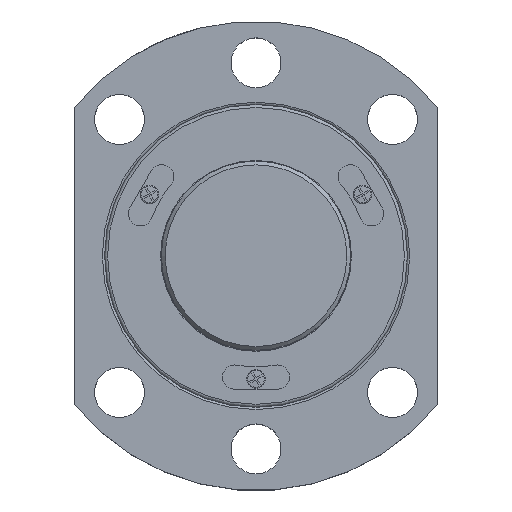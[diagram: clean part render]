
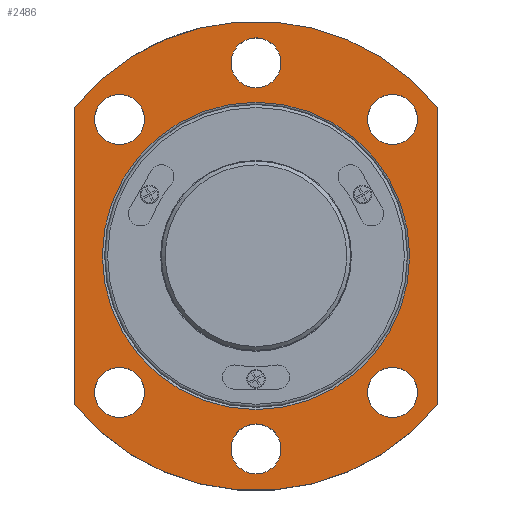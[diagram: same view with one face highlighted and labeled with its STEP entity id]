
A CAD part, top view. The second image highlights one B-rep face of the part: STEP entity #2486.
In plain terms, the highlighted planar face has unit normal (0, 0, 1).
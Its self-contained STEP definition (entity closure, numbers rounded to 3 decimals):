
#81=LINE('',#3870,#269);
#82=LINE('',#3871,#270);
#269=VECTOR('',#2992,1000.);
#270=VECTOR('',#2993,1000.);
#449=PLANE('',#2688);
#699=ORIENTED_EDGE('',*,*,#1400,.T.);
#700=ORIENTED_EDGE('',*,*,#1401,.T.);
#701=ORIENTED_EDGE('',*,*,#1395,.F.);
#702=ORIENTED_EDGE('',*,*,#1402,.T.);
#703=ORIENTED_EDGE('',*,*,#1391,.F.);
#704=ORIENTED_EDGE('',*,*,#1403,.T.);
#705=ORIENTED_EDGE('',*,*,#1404,.T.);
#706=ORIENTED_EDGE('',*,*,#1405,.T.);
#707=ORIENTED_EDGE('',*,*,#1406,.T.);
#708=ORIENTED_EDGE('',*,*,#1407,.T.);
#709=ORIENTED_EDGE('',*,*,#1408,.T.);
#1391=EDGE_CURVE('',#1742,#1743,#1951,.T.);
#1395=EDGE_CURVE('',#1746,#1747,#1953,.T.);
#1400=EDGE_CURVE('',#1751,#1751,#1955,.T.);
#1401=EDGE_CURVE('',#1752,#1752,#1956,.T.);
#1402=EDGE_CURVE('',#1746,#1743,#81,.T.);
#1403=EDGE_CURVE('',#1742,#1747,#82,.T.);
#1404=EDGE_CURVE('',#1753,#1753,#1957,.T.);
#1405=EDGE_CURVE('',#1754,#1754,#1958,.T.);
#1406=EDGE_CURVE('',#1755,#1755,#1959,.T.);
#1407=EDGE_CURVE('',#1756,#1756,#1960,.T.);
#1408=EDGE_CURVE('',#1757,#1757,#1961,.T.);
#1742=VERTEX_POINT('',#3837);
#1743=VERTEX_POINT('',#3838);
#1746=VERTEX_POINT('',#3846);
#1747=VERTEX_POINT('',#3847);
#1751=VERTEX_POINT('',#3867);
#1752=VERTEX_POINT('',#3869);
#1753=VERTEX_POINT('',#3873);
#1754=VERTEX_POINT('',#3875);
#1755=VERTEX_POINT('',#3877);
#1756=VERTEX_POINT('',#3879);
#1757=VERTEX_POINT('',#3881);
#1951=CIRCLE('',#2683,31.);
#1953=CIRCLE('',#2686,31.);
#1955=CIRCLE('',#2689,20.3);
#1956=CIRCLE('',#2690,3.3);
#1957=CIRCLE('',#2691,3.3);
#1958=CIRCLE('',#2692,3.3);
#1959=CIRCLE('',#2693,3.3);
#1960=CIRCLE('',#2694,3.3);
#1961=CIRCLE('',#2695,3.3);
#2035=EDGE_LOOP('',(#699));
#2036=EDGE_LOOP('',(#700));
#2037=EDGE_LOOP('',(#701,#702,#703,#704));
#2038=EDGE_LOOP('',(#705));
#2039=EDGE_LOOP('',(#706));
#2040=EDGE_LOOP('',(#707));
#2041=EDGE_LOOP('',(#708));
#2042=EDGE_LOOP('',(#709));
#2263=FACE_BOUND('',#2035,.T.);
#2264=FACE_BOUND('',#2036,.T.);
#2265=FACE_BOUND('',#2037,.T.);
#2266=FACE_BOUND('',#2038,.T.);
#2267=FACE_BOUND('',#2039,.T.);
#2268=FACE_BOUND('',#2040,.T.);
#2269=FACE_BOUND('',#2041,.T.);
#2270=FACE_BOUND('',#2042,.T.);
#2486=ADVANCED_FACE('',(#2263,#2264,#2265,#2266,#2267,#2268,#2269,#2270),
#449,.T.);
#2683=AXIS2_PLACEMENT_3D('',#3836,#2972,#2973);
#2686=AXIS2_PLACEMENT_3D('',#3845,#2980,#2981);
#2688=AXIS2_PLACEMENT_3D('',#3865,#2986,#2987);
#2689=AXIS2_PLACEMENT_3D('',#3866,#2988,#2989);
#2690=AXIS2_PLACEMENT_3D('',#3868,#2990,#2991);
#2691=AXIS2_PLACEMENT_3D('',#3872,#2994,#2995);
#2692=AXIS2_PLACEMENT_3D('',#3874,#2996,#2997);
#2693=AXIS2_PLACEMENT_3D('',#3876,#2998,#2999);
#2694=AXIS2_PLACEMENT_3D('',#3878,#3000,#3001);
#2695=AXIS2_PLACEMENT_3D('',#3880,#3002,#3003);
#2972=DIRECTION('',(0.,0.,-1.));
#2973=DIRECTION('',(-1.,0.,0.));
#2980=DIRECTION('',(0.,0.,-1.));
#2981=DIRECTION('',(-1.,0.,0.));
#2986=DIRECTION('',(0.,0.,1.));
#2987=DIRECTION('',(1.,0.,0.));
#2988=DIRECTION('',(0.,0.,-1.));
#2989=DIRECTION('',(-1.,0.,0.));
#2990=DIRECTION('',(0.,0.,-1.));
#2991=DIRECTION('',(-1.,0.,0.));
#2992=DIRECTION('',(0.,-1.,0.));
#2993=DIRECTION('',(0.,1.,0.));
#2994=DIRECTION('',(0.,0.,-1.));
#2995=DIRECTION('',(-1.,0.,0.));
#2996=DIRECTION('',(0.,0.,-1.));
#2997=DIRECTION('',(-1.,0.,0.));
#2998=DIRECTION('',(0.,0.,-1.));
#2999=DIRECTION('',(-1.,0.,0.));
#3000=DIRECTION('',(0.,0.,-1.));
#3001=DIRECTION('',(-1.,0.,0.));
#3002=DIRECTION('',(0.,0.,-1.));
#3003=DIRECTION('',(-1.,0.,0.));
#3836=CARTESIAN_POINT('',(0.,0.,70.));
#3837=CARTESIAN_POINT('',(24.,-19.621,70.));
#3838=CARTESIAN_POINT('',(-24.,-19.621,70.));
#3845=CARTESIAN_POINT('',(0.,0.,70.));
#3846=CARTESIAN_POINT('',(-24.,19.621,70.));
#3847=CARTESIAN_POINT('',(24.,19.621,70.));
#3865=CARTESIAN_POINT('',(0.,31.,70.));
#3866=CARTESIAN_POINT('',(0.,0.,70.));
#3867=CARTESIAN_POINT('',(-20.3,0.,70.));
#3868=CARTESIAN_POINT('',(0.,25.5,70.));
#3869=CARTESIAN_POINT('',(-3.3,25.5,70.));
#3870=CARTESIAN_POINT('',(-24.,36.,70.));
#3871=CARTESIAN_POINT('',(24.,-36.,70.));
#3872=CARTESIAN_POINT('',(-18.031,-18.031,70.));
#3873=CARTESIAN_POINT('',(-21.331,-18.031,70.));
#3874=CARTESIAN_POINT('',(0.,-25.5,70.));
#3875=CARTESIAN_POINT('',(-3.3,-25.5,70.));
#3876=CARTESIAN_POINT('',(18.031,-18.031,70.));
#3877=CARTESIAN_POINT('',(14.731,-18.031,70.));
#3878=CARTESIAN_POINT('',(-18.031,18.031,70.));
#3879=CARTESIAN_POINT('',(-21.331,18.031,70.));
#3880=CARTESIAN_POINT('',(18.031,18.031,70.));
#3881=CARTESIAN_POINT('',(14.731,18.031,70.));
